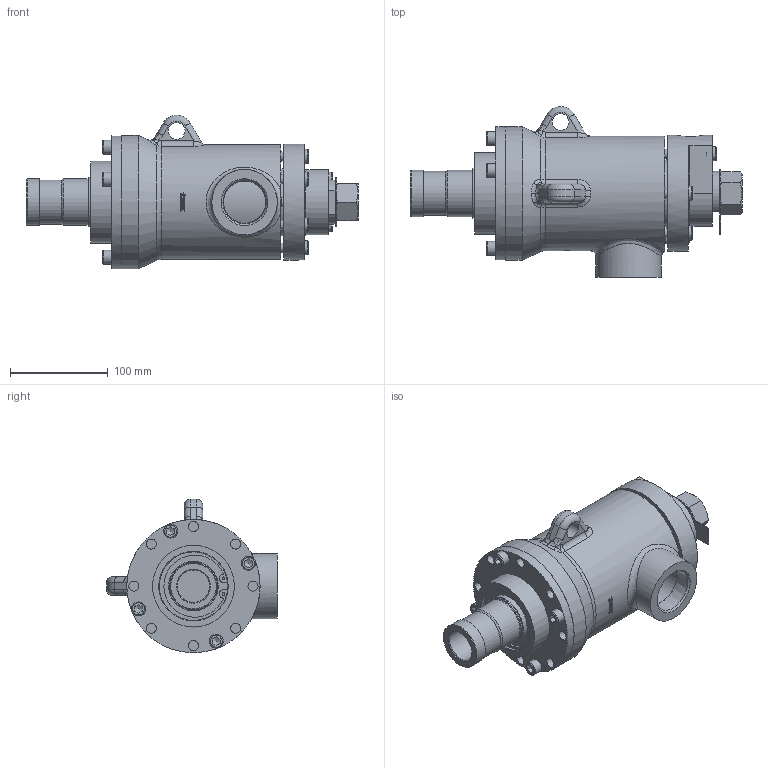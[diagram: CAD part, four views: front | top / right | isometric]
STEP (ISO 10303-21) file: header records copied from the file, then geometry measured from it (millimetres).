
FILE_DESCRIPTION(/* description */ (''),/* implementation_level */ '2;1');
FILE_NAME(/* name */ 'C15D-004-02-3A-IC.stp',/* time_stamp */ '2020-05-19T11:46:20-05:00',/* author */ ('dyurkovich'),/* organization */ (''),/* preprocessor_version */ 'ST-DEVELOPER v18',/* originating_system */ 'Autodesk Inventor 2020',/* authorisation */ '');
FILE_SCHEMA (('AUTOMOTIVE_DESIGN { 1 0 10303 214 3 1 1 }'));
Products named in the file (1): C15D-004-02-3A-IC
Bounding box: 339.94 x 175 x 157.25 mm (x, y, z)
Volume: 2642585.9 mm3; surface area: 197414.5 mm2
Topology: 1 solids, 1 shells, 678 faces, 1810 edges, 1219 vertices
Faces by surface type: plane 246, bspline 225, cylinder 134, cone 46, torus 27
Full cylindrical faces by diameter (mm): 2.794 x2, 7.798 x2, 9.525 x8, 10.3 x8, 11.1 x2, 11.5 x2, 11.89 x2, 13.49 x2, 14.275 x10, 17 x2, 17.45 x4, 19.05 x2, 21.971 x1, 22.631 x1, 33 x1, 34.925 x1, 43.256 x1, 45.18 x1, 47.371 x1, 47.5 x1, 47.6 x1, 50.8 x3, 67 x1, 68.8 x1, 70.23 x1, 73.9 x1, 83.8 x1, 117.5 x1, 118.75 x1, 136.2 x1
Entity records: 68894 total; most frequent: CARTESIAN_POINT 52492, ORIENTED_EDGE 3598, DIRECTION 2886, EDGE_CURVE 1799, VERTEX_POINT 1219, AXIS2_PLACEMENT_3D 1118, EDGE_LOOP 798, FACE_OUTER_BOUND 678
